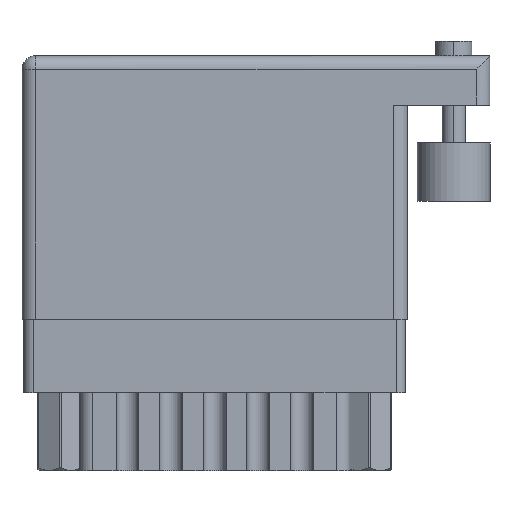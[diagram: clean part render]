
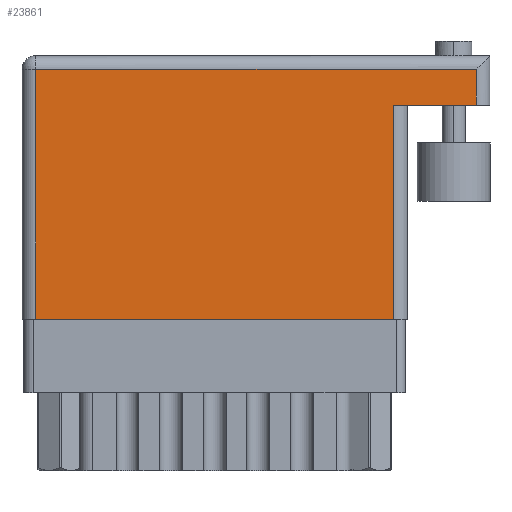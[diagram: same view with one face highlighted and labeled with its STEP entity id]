
A CAD part, front view. The second image highlights one B-rep face of the part: STEP entity #23861.
In plain terms, the highlighted face is planar.
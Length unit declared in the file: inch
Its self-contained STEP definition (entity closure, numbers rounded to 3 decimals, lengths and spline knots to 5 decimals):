
#100 = PLANE ( 'NONE',  #33952 ) ;
#189 = EDGE_CURVE ( 'NONE', #28050, #34365, #32409, .T. ) ;
#1466 = VECTOR ( 'NONE', #29070, 39.37008 ) ;
#1732 = EDGE_CURVE ( 'NONE', #34365, #23410, #17468, .T. ) ;
#3089 = EDGE_CURVE ( 'NONE', #10455, #26178, #27599, .T. ) ;
#3134 = CARTESIAN_POINT ( 'NONE',  ( 1.609, 0.736, 0. ) ) ;
#3690 = VECTOR ( 'NONE', #27333, 39.37008 ) ;
#4539 = CARTESIAN_POINT ( 'NONE',  ( 1.278, 0., 0. ) ) ;
#5371 = CARTESIAN_POINT ( 'NONE',  ( 0., 0.906, 0. ) ) ;
#5612 = DIRECTION ( 'NONE',  ( 0., 1., 0. ) ) ;
#7077 = CARTESIAN_POINT ( 'NONE',  ( 0.047, 0., 0. ) ) ;
#7337 = VECTOR ( 'NONE', #5612, 39.37008 ) ;
#7788 = LINE ( 'NONE', #21347, #1466 ) ;
#8344 = CARTESIAN_POINT ( 'NONE',  ( 1.562, 0.906, 0. ) ) ;
#8760 = EDGE_CURVE ( 'NONE', #28050, #26178, #18807, .T. ) ;
#10359 = ORIENTED_EDGE ( 'NONE', *, *, #1732, .T. ) ;
#10455 = VERTEX_POINT ( 'NONE', #4539 ) ;
#10488 = VECTOR ( 'NONE', #15740, 39.37008 ) ;
#10572 = ORIENTED_EDGE ( 'NONE', *, *, #14847, .T. ) ;
#10843 = DIRECTION ( 'NONE',  ( -1., 0., 0. ) ) ;
#14683 = CARTESIAN_POINT ( 'NONE',  ( 1.562, 0.736, 0. ) ) ;
#14847 = EDGE_CURVE ( 'NONE', #23410, #16188, #7788, .T. ) ;
#15035 = CARTESIAN_POINT ( 'NONE',  ( 0., 0., 0. ) ) ;
#15740 = DIRECTION ( 'NONE',  ( 1., 0., 0. ) ) ;
#16119 = CARTESIAN_POINT ( 'NONE',  ( 1.562, 0.859, 0. ) ) ;
#16188 = VERTEX_POINT ( 'NONE', #7077 ) ;
#16440 = ORIENTED_EDGE ( 'NONE', *, *, #8760, .F. ) ;
#17468 = LINE ( 'NONE', #25388, #26959 ) ;
#18807 = LINE ( 'NONE', #3134, #20806 ) ;
#20806 = VECTOR ( 'NONE', #29518, 39.37008 ) ;
#21347 = CARTESIAN_POINT ( 'NONE',  ( 0.047, 0., 0. ) ) ;
#21405 = FACE_OUTER_BOUND ( 'NONE', #28458, .T. ) ;
#22774 = CARTESIAN_POINT ( 'NONE',  ( 1.278, 0.736, 0. ) ) ;
#23410 = VERTEX_POINT ( 'NONE', #27098 ) ;
#23861 = ADVANCED_FACE ( 'NONE', ( #21405 ), #100, .F. ) ;
#25388 = CARTESIAN_POINT ( 'NONE',  ( 0., 0.859, 0. ) ) ;
#25463 = EDGE_CURVE ( 'NONE', #16188, #10455, #25759, .T. ) ;
#25759 = LINE ( 'NONE', #15035, #10488 ) ;
#26178 = VERTEX_POINT ( 'NONE', #22774 ) ;
#26959 = VECTOR ( 'NONE', #33959, 39.37008 ) ;
#27077 = CARTESIAN_POINT ( 'NONE',  ( 1.278, 0.736, 0. ) ) ;
#27098 = CARTESIAN_POINT ( 'NONE',  ( 0.047, 0.859, 0. ) ) ;
#27206 = ORIENTED_EDGE ( 'NONE', *, *, #3089, .T. ) ;
#27333 = DIRECTION ( 'NONE',  ( 0., 1., 0. ) ) ;
#27599 = LINE ( 'NONE', #27077, #7337 ) ;
#27951 = ORIENTED_EDGE ( 'NONE', *, *, #189, .T. ) ;
#28050 = VERTEX_POINT ( 'NONE', #14683 ) ;
#28458 = EDGE_LOOP ( 'NONE', ( #29285, #27206, #16440, #27951, #10359, #10572 ) ) ;
#29070 = DIRECTION ( 'NONE',  ( 0., -1., 0. ) ) ;
#29285 = ORIENTED_EDGE ( 'NONE', *, *, #25463, .T. ) ;
#29472 = DIRECTION ( 'NONE',  ( 0., 0., -1. ) ) ;
#29518 = DIRECTION ( 'NONE',  ( -1., 0., 0. ) ) ;
#32409 = LINE ( 'NONE', #8344, #3690 ) ;
#33952 = AXIS2_PLACEMENT_3D ( 'NONE', #5371, #29472, #10843 ) ;
#33959 = DIRECTION ( 'NONE',  ( -1., 0., 0. ) ) ;
#34365 = VERTEX_POINT ( 'NONE', #16119 ) ;
